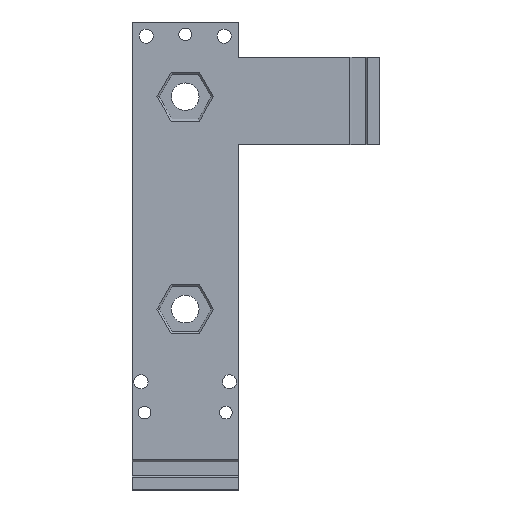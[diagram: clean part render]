
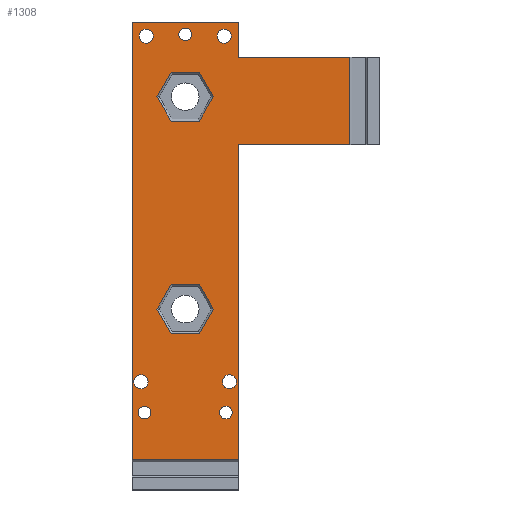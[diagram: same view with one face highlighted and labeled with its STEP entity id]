
A CAD part, top view. The second image highlights one B-rep face of the part: STEP entity #1308.
In plain terms, the highlighted planar face has unit normal (0, 0, 1).
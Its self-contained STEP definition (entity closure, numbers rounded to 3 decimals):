
#41=LINE('',#1931,#192);
#46=LINE('',#1941,#197);
#48=LINE('',#1945,#199);
#49=LINE('',#1947,#200);
#50=LINE('',#1949,#201);
#51=LINE('',#1951,#202);
#52=LINE('',#1953,#203);
#53=LINE('',#1954,#204);
#54=LINE('',#1957,#205);
#55=LINE('',#1959,#206);
#56=LINE('',#1961,#207);
#57=LINE('',#1963,#208);
#58=LINE('',#1965,#209);
#59=LINE('',#1966,#210);
#60=LINE('',#1975,#211);
#61=LINE('',#1977,#212);
#62=LINE('',#1979,#213);
#63=LINE('',#1981,#214);
#64=LINE('',#1983,#215);
#65=LINE('',#1984,#216);
#192=VECTOR('',#1575,10.);
#197=VECTOR('',#1582,10.);
#199=VECTOR('',#1586,10.);
#200=VECTOR('',#1587,10.);
#201=VECTOR('',#1588,10.);
#202=VECTOR('',#1589,10.);
#203=VECTOR('',#1590,10.);
#204=VECTOR('',#1591,10.);
#205=VECTOR('',#1592,10.);
#206=VECTOR('',#1593,10.);
#207=VECTOR('',#1594,10.);
#208=VECTOR('',#1595,10.);
#209=VECTOR('',#1596,10.);
#210=VECTOR('',#1597,10.);
#211=VECTOR('',#1604,10.);
#212=VECTOR('',#1605,10.);
#213=VECTOR('',#1606,10.);
#214=VECTOR('',#1607,10.);
#215=VECTOR('',#1608,10.);
#216=VECTOR('',#1609,10.);
#341=FACE_BOUND('',#453,.T.);
#342=FACE_BOUND('',#454,.T.);
#343=FACE_BOUND('',#455,.T.);
#344=FACE_BOUND('',#456,.T.);
#345=FACE_BOUND('',#457,.T.);
#346=FACE_BOUND('',#458,.T.);
#347=FACE_BOUND('',#459,.T.);
#348=FACE_BOUND('',#460,.T.);
#349=FACE_BOUND('',#461,.T.);
#375=FACE_OUTER_BOUND('',#452,.T.);
#452=EDGE_LOOP('',(#925,#926,#927,#928,#929,#930,#931,#932));
#453=EDGE_LOOP('',(#933));
#454=EDGE_LOOP('',(#934));
#455=EDGE_LOOP('',(#935));
#456=EDGE_LOOP('',(#936));
#457=EDGE_LOOP('',(#937,#938,#939,#940,#941,#942));
#458=EDGE_LOOP('',(#943));
#459=EDGE_LOOP('',(#944));
#460=EDGE_LOOP('',(#945));
#461=EDGE_LOOP('',(#946,#947,#948,#949,#950,#951));
#530=CIRCLE('',#1394,2.);
#534=CIRCLE('',#1401,2.);
#538=CIRCLE('',#1408,2.);
#542=CIRCLE('',#1415,2.);
#543=CIRCLE('',#1421,1.8);
#544=CIRCLE('',#1422,1.8);
#545=CIRCLE('',#1423,1.8);
#561=VERTEX_POINT('',#1864);
#565=VERTEX_POINT('',#1877);
#569=VERTEX_POINT('',#1890);
#573=VERTEX_POINT('',#1903);
#583=VERTEX_POINT('',#1928);
#584=VERTEX_POINT('',#1930);
#588=VERTEX_POINT('',#1939);
#589=VERTEX_POINT('',#1944);
#590=VERTEX_POINT('',#1946);
#591=VERTEX_POINT('',#1948);
#592=VERTEX_POINT('',#1950);
#593=VERTEX_POINT('',#1952);
#594=VERTEX_POINT('',#1955);
#595=VERTEX_POINT('',#1956);
#596=VERTEX_POINT('',#1958);
#597=VERTEX_POINT('',#1960);
#598=VERTEX_POINT('',#1962);
#599=VERTEX_POINT('',#1964);
#600=VERTEX_POINT('',#1967);
#601=VERTEX_POINT('',#1969);
#602=VERTEX_POINT('',#1971);
#603=VERTEX_POINT('',#1973);
#604=VERTEX_POINT('',#1974);
#605=VERTEX_POINT('',#1976);
#606=VERTEX_POINT('',#1978);
#607=VERTEX_POINT('',#1980);
#608=VERTEX_POINT('',#1982);
#682=EDGE_CURVE('',#561,#561,#530,.T.);
#688=EDGE_CURVE('',#565,#565,#534,.T.);
#694=EDGE_CURVE('',#569,#569,#538,.T.);
#700=EDGE_CURVE('',#573,#573,#542,.T.);
#712=EDGE_CURVE('',#583,#584,#41,.T.);
#717=EDGE_CURVE('',#588,#583,#46,.T.);
#719=EDGE_CURVE('',#589,#588,#48,.T.);
#720=EDGE_CURVE('',#589,#590,#49,.T.);
#721=EDGE_CURVE('',#590,#591,#50,.T.);
#722=EDGE_CURVE('',#591,#592,#51,.T.);
#723=EDGE_CURVE('',#593,#592,#52,.T.);
#724=EDGE_CURVE('',#593,#584,#53,.T.);
#725=EDGE_CURVE('',#594,#595,#54,.T.);
#726=EDGE_CURVE('',#596,#594,#55,.T.);
#727=EDGE_CURVE('',#597,#596,#56,.T.);
#728=EDGE_CURVE('',#598,#597,#57,.T.);
#729=EDGE_CURVE('',#599,#598,#58,.T.);
#730=EDGE_CURVE('',#595,#599,#59,.T.);
#731=EDGE_CURVE('',#600,#600,#543,.T.);
#732=EDGE_CURVE('',#601,#601,#544,.T.);
#733=EDGE_CURVE('',#602,#602,#545,.T.);
#734=EDGE_CURVE('',#603,#604,#60,.T.);
#735=EDGE_CURVE('',#605,#603,#61,.T.);
#736=EDGE_CURVE('',#606,#605,#62,.T.);
#737=EDGE_CURVE('',#607,#606,#63,.T.);
#738=EDGE_CURVE('',#608,#607,#64,.T.);
#739=EDGE_CURVE('',#604,#608,#65,.T.);
#925=ORIENTED_EDGE('',*,*,#717,.F.);
#926=ORIENTED_EDGE('',*,*,#719,.F.);
#927=ORIENTED_EDGE('',*,*,#720,.T.);
#928=ORIENTED_EDGE('',*,*,#721,.T.);
#929=ORIENTED_EDGE('',*,*,#722,.T.);
#930=ORIENTED_EDGE('',*,*,#723,.F.);
#931=ORIENTED_EDGE('',*,*,#724,.T.);
#932=ORIENTED_EDGE('',*,*,#712,.F.);
#933=ORIENTED_EDGE('',*,*,#682,.T.);
#934=ORIENTED_EDGE('',*,*,#688,.T.);
#935=ORIENTED_EDGE('',*,*,#694,.T.);
#936=ORIENTED_EDGE('',*,*,#700,.T.);
#937=ORIENTED_EDGE('',*,*,#725,.F.);
#938=ORIENTED_EDGE('',*,*,#726,.F.);
#939=ORIENTED_EDGE('',*,*,#727,.F.);
#940=ORIENTED_EDGE('',*,*,#728,.F.);
#941=ORIENTED_EDGE('',*,*,#729,.F.);
#942=ORIENTED_EDGE('',*,*,#730,.F.);
#943=ORIENTED_EDGE('',*,*,#731,.T.);
#944=ORIENTED_EDGE('',*,*,#732,.T.);
#945=ORIENTED_EDGE('',*,*,#733,.T.);
#946=ORIENTED_EDGE('',*,*,#734,.F.);
#947=ORIENTED_EDGE('',*,*,#735,.F.);
#948=ORIENTED_EDGE('',*,*,#736,.F.);
#949=ORIENTED_EDGE('',*,*,#737,.F.);
#950=ORIENTED_EDGE('',*,*,#738,.F.);
#951=ORIENTED_EDGE('',*,*,#739,.F.);
#1243=PLANE('',#1420);
#1308=ADVANCED_FACE('',(#375,#341,#342,#343,#344,#345,#346,#347,#348,#349),
#1243,.T.);
#1394=AXIS2_PLACEMENT_3D('',#1866,#1508,#1509);
#1401=AXIS2_PLACEMENT_3D('',#1879,#1524,#1525);
#1408=AXIS2_PLACEMENT_3D('',#1892,#1540,#1541);
#1415=AXIS2_PLACEMENT_3D('',#1905,#1556,#1557);
#1420=AXIS2_PLACEMENT_3D('',#1943,#1584,#1585);
#1421=AXIS2_PLACEMENT_3D('',#1968,#1598,#1599);
#1422=AXIS2_PLACEMENT_3D('',#1970,#1600,#1601);
#1423=AXIS2_PLACEMENT_3D('',#1972,#1602,#1603);
#1508=DIRECTION('center_axis',(0.,0.,-1.));
#1509=DIRECTION('ref_axis',(-1.,0.,0.));
#1524=DIRECTION('center_axis',(0.,0.,-1.));
#1525=DIRECTION('ref_axis',(-1.,0.,0.));
#1540=DIRECTION('center_axis',(0.,0.,-1.));
#1541=DIRECTION('ref_axis',(-1.,0.,0.));
#1556=DIRECTION('center_axis',(0.,0.,-1.));
#1557=DIRECTION('ref_axis',(-1.,0.,0.));
#1575=DIRECTION('',(-1.,0.,0.));
#1582=DIRECTION('',(0.,-1.,0.));
#1584=DIRECTION('center_axis',(0.,0.,1.));
#1585=DIRECTION('ref_axis',(1.,0.,0.));
#1586=DIRECTION('',(1.,0.,0.));
#1587=DIRECTION('',(0.,1.,0.));
#1588=DIRECTION('',(-1.,0.,0.));
#1589=DIRECTION('',(0.,-1.,0.));
#1590=DIRECTION('',(-1.,0.,0.));
#1591=DIRECTION('',(0.,1.,0.));
#1592=DIRECTION('',(0.5,-0.866,0.));
#1593=DIRECTION('',(-0.5,-0.866,0.));
#1594=DIRECTION('',(-1.,0.,0.));
#1595=DIRECTION('',(-0.5,0.866,0.));
#1596=DIRECTION('',(0.5,0.866,0.));
#1597=DIRECTION('',(1.,0.,0.));
#1598=DIRECTION('center_axis',(0.,0.,-1.));
#1599=DIRECTION('ref_axis',(-1.,0.,0.));
#1600=DIRECTION('center_axis',(0.,0.,-1.));
#1601=DIRECTION('ref_axis',(-1.,0.,0.));
#1602=DIRECTION('center_axis',(0.,0.,-1.));
#1603=DIRECTION('ref_axis',(-1.,0.,0.));
#1604=DIRECTION('',(-0.5,-0.866,0.));
#1605=DIRECTION('',(-1.,0.,0.));
#1606=DIRECTION('',(-0.5,0.866,0.));
#1607=DIRECTION('',(0.5,0.866,0.));
#1608=DIRECTION('',(1.,0.,0.));
#1609=DIRECTION('',(0.5,-0.866,0.));
#1864=CARTESIAN_POINT('',(-9.,47.1,4.5));
#1866=CARTESIAN_POINT('Origin',(-11.,47.1,4.5));
#1877=CARTESIAN_POINT('',(14.5,-50.5,4.5));
#1879=CARTESIAN_POINT('Origin',(12.5,-50.5,4.5));
#1890=CARTESIAN_POINT('',(-10.5,-50.5,4.5));
#1892=CARTESIAN_POINT('Origin',(-12.5,-50.5,4.5));
#1903=CARTESIAN_POINT('',(13.,47.1,4.5));
#1905=CARTESIAN_POINT('Origin',(11.,47.1,4.5));
#1928=CARTESIAN_POINT('',(46.5,16.5,4.5));
#1930=CARTESIAN_POINT('',(15.,16.5,4.5));
#1931=CARTESIAN_POINT('',(25.,16.5,4.5));
#1939=CARTESIAN_POINT('',(46.5,41.1,4.5));
#1941=CARTESIAN_POINT('',(46.5,0.75,4.5));
#1943=CARTESIAN_POINT('Origin',(0.,-15.,4.5));
#1944=CARTESIAN_POINT('',(15.,41.1,4.5));
#1945=CARTESIAN_POINT('',(45.,41.1,4.5));
#1946=CARTESIAN_POINT('',(15.,51.1,4.5));
#1947=CARTESIAN_POINT('',(15.,-81.1,4.5));
#1948=CARTESIAN_POINT('',(-15.,51.1,4.5));
#1949=CARTESIAN_POINT('',(15.,51.1,4.5));
#1950=CARTESIAN_POINT('',(-15.,-72.6,4.5));
#1951=CARTESIAN_POINT('',(-15.,51.1,4.5));
#1952=CARTESIAN_POINT('',(15.,-72.6,4.5));
#1953=CARTESIAN_POINT('',(-7.5,-72.6,4.5));
#1954=CARTESIAN_POINT('',(15.,-81.1,4.5));
#1955=CARTESIAN_POINT('',(-7.967,-30.,4.5));
#1956=CARTESIAN_POINT('',(-3.984,-36.9,4.5));
#1957=CARTESIAN_POINT('',(-8.299,-29.425,4.5));
#1958=CARTESIAN_POINT('',(-3.984,-23.1,4.5));
#1959=CARTESIAN_POINT('',(-3.652,-22.525,4.5));
#1960=CARTESIAN_POINT('',(3.984,-23.1,4.5));
#1961=CARTESIAN_POINT('',(-1.848,-23.1,4.5));
#1962=CARTESIAN_POINT('',(7.967,-30.,4.5));
#1963=CARTESIAN_POINT('',(1.804,-19.325,4.5));
#1964=CARTESIAN_POINT('',(3.984,-36.9,4.5));
#1965=CARTESIAN_POINT('',(10.147,-26.225,4.5));
#1966=CARTESIAN_POINT('',(1.848,-36.9,4.5));
#1967=CARTESIAN_POINT('',(13.3,-59.25,4.5));
#1968=CARTESIAN_POINT('Origin',(11.5,-59.25,4.5));
#1969=CARTESIAN_POINT('',(1.8,47.6,4.5));
#1970=CARTESIAN_POINT('Origin',(0.,47.6,4.5));
#1971=CARTESIAN_POINT('',(-9.7,-59.25,4.5));
#1972=CARTESIAN_POINT('Origin',(-11.5,-59.25,4.5));
#1973=CARTESIAN_POINT('',(-3.984,36.9,4.5));
#1974=CARTESIAN_POINT('',(-7.967,30.,4.5));
#1975=CARTESIAN_POINT('',(-16.642,14.975,4.5));
#1976=CARTESIAN_POINT('',(3.984,36.9,4.5));
#1977=CARTESIAN_POINT('',(-1.848,36.9,4.5));
#1978=CARTESIAN_POINT('',(7.967,30.,4.5));
#1979=CARTESIAN_POINT('',(14.795,18.175,4.5));
#1980=CARTESIAN_POINT('',(3.984,23.1,4.5));
#1981=CARTESIAN_POINT('',(-2.843,11.275,4.5));
#1982=CARTESIAN_POINT('',(-3.984,23.1,4.5));
#1983=CARTESIAN_POINT('',(1.848,23.1,4.5));
#1984=CARTESIAN_POINT('',(4.691,8.075,4.5));
